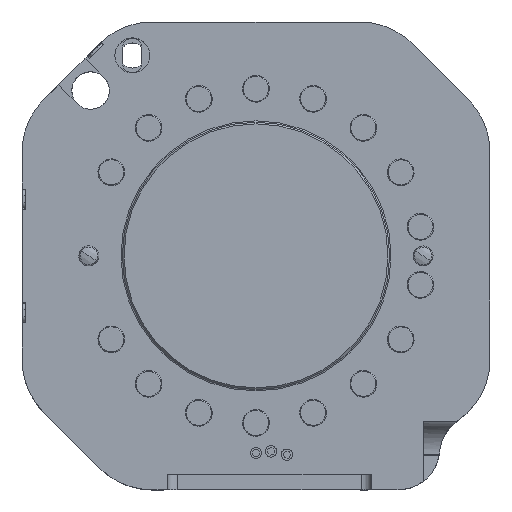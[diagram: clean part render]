
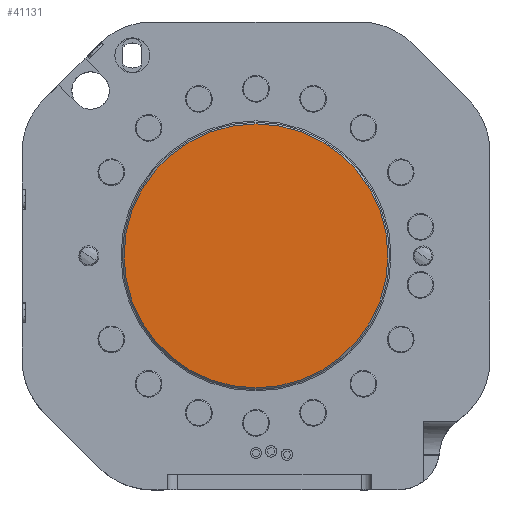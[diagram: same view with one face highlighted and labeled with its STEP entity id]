
A CAD part, top view. The second image highlights one B-rep face of the part: STEP entity #41131.
In plain terms, the highlighted planar face has unit normal (0, 0, 1).
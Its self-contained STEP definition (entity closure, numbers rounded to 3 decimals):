
#1855 = AXIS2_PLACEMENT_3D ( 'NONE', #82147, #12066, #75844 ) ;
#8362 = CARTESIAN_POINT ( 'NONE',  ( -79., 0., 7.5 ) ) ;
#11482 = ORIENTED_EDGE ( 'NONE', *, *, #35607, .T. ) ;
#12066 = DIRECTION ( 'NONE',  ( 0., 0., 1. ) ) ;
#13371 = DIRECTION ( 'NONE',  ( -1., 0., 0. ) ) ;
#25235 = DIRECTION ( 'NONE',  ( 0., 0., -1. ) ) ;
#25243 = CARTESIAN_POINT ( 'NONE',  ( 79., 0., 7.5 ) ) ;
#25631 = DIRECTION ( 'NONE',  ( -1., 0., 0. ) ) ;
#27885 = EDGE_LOOP ( 'NONE', ( #39166, #11482 ) ) ;
#31127 = CARTESIAN_POINT ( 'NONE',  ( 0., 0., 7.5 ) ) ;
#32391 = PLANE ( 'NONE',  #49745 ) ;
#32906 = CIRCLE ( 'NONE', #1855, 79. ) ;
#35607 = EDGE_CURVE ( 'NONE', #47529, #62415, #79052, .T. ) ;
#39166 = ORIENTED_EDGE ( 'NONE', *, *, #53723, .T. ) ;
#41131 = ADVANCED_FACE ( 'NONE', ( #64053 ), #32391, .F. ) ;
#47529 = VERTEX_POINT ( 'NONE', #25243 ) ;
#49745 = AXIS2_PLACEMENT_3D ( 'NONE', #64488, #25235, #13371 ) ;
#53373 = AXIS2_PLACEMENT_3D ( 'NONE', #31127, #70369, #25631 ) ;
#53723 = EDGE_CURVE ( 'NONE', #62415, #47529, #32906, .T. ) ;
#62415 = VERTEX_POINT ( 'NONE', #8362 ) ;
#64053 = FACE_OUTER_BOUND ( 'NONE', #27885, .T. ) ;
#64488 = CARTESIAN_POINT ( 'NONE',  ( 134.802, -119.448, 7.5 ) ) ;
#70369 = DIRECTION ( 'NONE',  ( 0., 0., 1. ) ) ;
#75844 = DIRECTION ( 'NONE',  ( -1., 0., 0. ) ) ;
#79052 = CIRCLE ( 'NONE', #53373, 79. ) ;
#82147 = CARTESIAN_POINT ( 'NONE',  ( 0., 0., 7.5 ) ) ;
